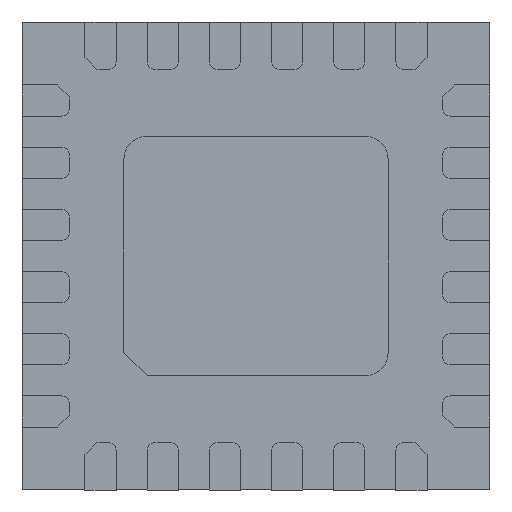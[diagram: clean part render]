
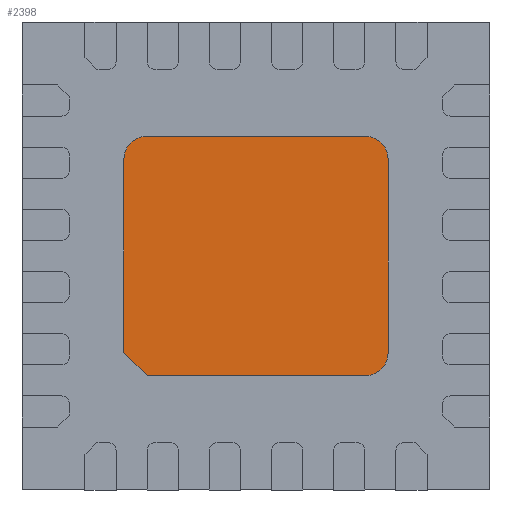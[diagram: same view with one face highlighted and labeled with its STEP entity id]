
A CAD part, front view. The second image highlights one B-rep face of the part: STEP entity #2398.
In plain terms, the highlighted planar face has unit normal (0, -1, 0).
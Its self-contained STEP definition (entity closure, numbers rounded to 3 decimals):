
#217 = EDGE_CURVE ( 'NONE', #1950, #4485, #5047, .T. ) ;
#222 = VECTOR ( 'NONE', #646, 1000. ) ;
#236 = ORIENTED_EDGE ( 'NONE', *, *, #242, .F. ) ;
#242 = EDGE_CURVE ( 'NONE', #6531, #6422, #2777, .T. ) ;
#337 = DIRECTION ( 'NONE',  ( 0., 1., 0. ) ) ;
#364 = ORIENTED_EDGE ( 'NONE', *, *, #4456, .F. ) ;
#411 = PLANE ( 'NONE',  #6564 ) ;
#637 = CARTESIAN_POINT ( 'NONE',  ( 0.8, -0.02, -0.88 ) ) ;
#646 = DIRECTION ( 'NONE',  ( -0.707, 0., 0.707 ) ) ;
#648 = EDGE_CURVE ( 'NONE', #5698, #5792, #1154, .T. ) ;
#680 = DIRECTION ( 'NONE',  ( 0., 1., 0. ) ) ;
#700 = ORIENTED_EDGE ( 'NONE', *, *, #5755, .F. ) ;
#703 = ORIENTED_EDGE ( 'NONE', *, *, #3093, .F. ) ;
#705 = DIRECTION ( 'NONE',  ( 0., 0., 1. ) ) ;
#1154 = CIRCLE ( 'NONE', #5164, 0.15 ) ;
#1179 = DIRECTION ( 'NONE',  ( 0., 1., 0. ) ) ;
#1230 = VERTEX_POINT ( 'NONE', #3207 ) ;
#1757 = LINE ( 'NONE', #6629, #4514 ) ;
#1950 = VERTEX_POINT ( 'NONE', #5304 ) ;
#2013 = LINE ( 'NONE', #4856, #6787 ) ;
#2071 = FACE_OUTER_BOUND ( 'NONE', #3543, .T. ) ;
#2176 = ORIENTED_EDGE ( 'NONE', *, *, #648, .F. ) ;
#2382 = AXIS2_PLACEMENT_3D ( 'NONE', #6375, #5456, #7025 ) ;
#2398 = ADVANCED_FACE ( 'NONE', ( #2071 ), #411, .F. ) ;
#2508 = EDGE_CURVE ( 'NONE', #1230, #1950, #2754, .T. ) ;
#2565 = CARTESIAN_POINT ( 'NONE',  ( 0.65, -0.02, -2.12 ) ) ;
#2696 = DIRECTION ( 'NONE',  ( 1., 0., 0. ) ) ;
#2742 = CARTESIAN_POINT ( 'NONE',  ( 0.8, -0.02, -2.27 ) ) ;
#2754 = LINE ( 'NONE', #6580, #3940 ) ;
#2777 = LINE ( 'NONE', #2879, #222 ) ;
#2879 = CARTESIAN_POINT ( 'NONE',  ( 0.8, -0.02, -2.27 ) ) ;
#3009 = CARTESIAN_POINT ( 'NONE',  ( 0.65, -0.02, -0.88 ) ) ;
#3069 = CARTESIAN_POINT ( 'NONE',  ( 2.2, -0.02, -0.73 ) ) ;
#3093 = EDGE_CURVE ( 'NONE', #4485, #6531, #2013, .T. ) ;
#3101 = DIRECTION ( 'NONE',  ( 0., 0., 1. ) ) ;
#3207 = CARTESIAN_POINT ( 'NONE',  ( 2.35, -0.02, -0.88 ) ) ;
#3251 = CARTESIAN_POINT ( 'NONE',  ( 1.496, -0.02, -1.503 ) ) ;
#3311 = DIRECTION ( 'NONE',  ( 0., 0., -1. ) ) ;
#3543 = EDGE_LOOP ( 'NONE', ( #7053, #6757, #700, #4389, #2176, #364, #236, #703 ) ) ;
#3768 = CARTESIAN_POINT ( 'NONE',  ( 0.8, -0.02, -0.73 ) ) ;
#3918 = CARTESIAN_POINT ( 'NONE',  ( 2.2, -0.02, -2.12 ) ) ;
#3940 = VECTOR ( 'NONE', #3311, 1000. ) ;
#3950 = CARTESIAN_POINT ( 'NONE',  ( 2.2, -0.02, -2.27 ) ) ;
#4217 = VECTOR ( 'NONE', #2696, 1000. ) ;
#4389 = ORIENTED_EDGE ( 'NONE', *, *, #6191, .F. ) ;
#4411 = DIRECTION ( 'NONE',  ( -1., 0., 0. ) ) ;
#4456 = EDGE_CURVE ( 'NONE', #6422, #5698, #1757, .T. ) ;
#4485 = VERTEX_POINT ( 'NONE', #3950 ) ;
#4514 = VECTOR ( 'NONE', #705, 1000. ) ;
#4531 = DIRECTION ( 'NONE',  ( 0., 0., -1. ) ) ;
#4555 = VERTEX_POINT ( 'NONE', #5797 ) ;
#4856 = CARTESIAN_POINT ( 'NONE',  ( 0.8, -0.02, -2.27 ) ) ;
#5047 = CIRCLE ( 'NONE', #6411, 0.15 ) ;
#5164 = AXIS2_PLACEMENT_3D ( 'NONE', #637, #1179, #4531 ) ;
#5304 = CARTESIAN_POINT ( 'NONE',  ( 2.35, -0.02, -2.12 ) ) ;
#5456 = DIRECTION ( 'NONE',  ( 0., 1., 0. ) ) ;
#5698 = VERTEX_POINT ( 'NONE', #3009 ) ;
#5755 = EDGE_CURVE ( 'NONE', #4555, #1230, #6720, .T. ) ;
#5792 = VERTEX_POINT ( 'NONE', #3768 ) ;
#5797 = CARTESIAN_POINT ( 'NONE',  ( 2.2, -0.02, -0.73 ) ) ;
#6098 = DIRECTION ( 'NONE',  ( 0., 0., -1. ) ) ;
#6191 = EDGE_CURVE ( 'NONE', #5792, #4555, #7054, .T. ) ;
#6375 = CARTESIAN_POINT ( 'NONE',  ( 2.2, -0.02, -0.88 ) ) ;
#6411 = AXIS2_PLACEMENT_3D ( 'NONE', #3918, #680, #6098 ) ;
#6422 = VERTEX_POINT ( 'NONE', #2565 ) ;
#6531 = VERTEX_POINT ( 'NONE', #2742 ) ;
#6564 = AXIS2_PLACEMENT_3D ( 'NONE', #3251, #337, #3101 ) ;
#6580 = CARTESIAN_POINT ( 'NONE',  ( 2.35, -0.02, -2.12 ) ) ;
#6629 = CARTESIAN_POINT ( 'NONE',  ( 0.65, -0.02, -0.88 ) ) ;
#6720 = CIRCLE ( 'NONE', #2382, 0.15 ) ;
#6757 = ORIENTED_EDGE ( 'NONE', *, *, #2508, .F. ) ;
#6787 = VECTOR ( 'NONE', #4411, 1000. ) ;
#7025 = DIRECTION ( 'NONE',  ( 0., 0., -1. ) ) ;
#7053 = ORIENTED_EDGE ( 'NONE', *, *, #217, .F. ) ;
#7054 = LINE ( 'NONE', #3069, #4217 ) ;
